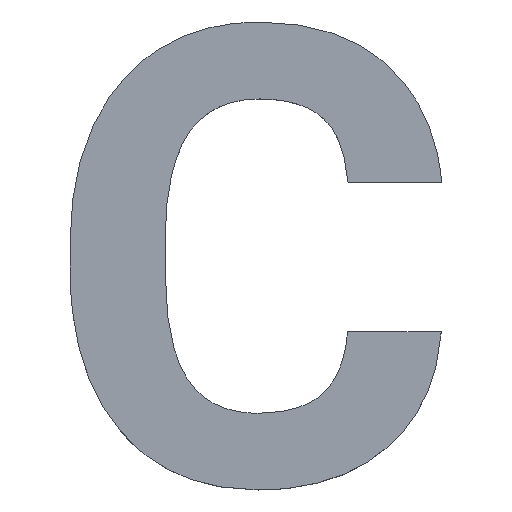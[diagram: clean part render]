
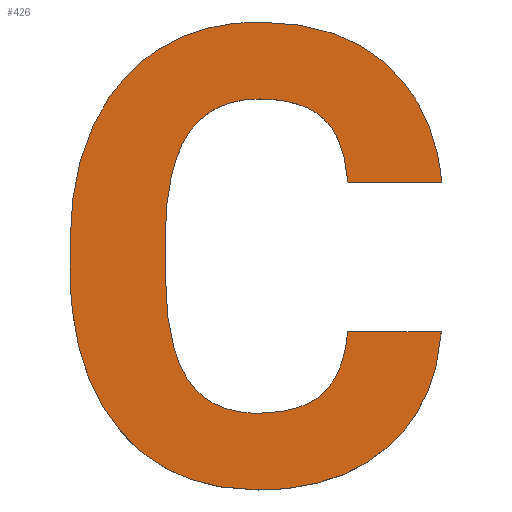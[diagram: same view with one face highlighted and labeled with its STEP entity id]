
A CAD part, top view. The second image highlights one B-rep face of the part: STEP entity #426.
In plain terms, the highlighted planar face has unit normal (0, 0, 1).
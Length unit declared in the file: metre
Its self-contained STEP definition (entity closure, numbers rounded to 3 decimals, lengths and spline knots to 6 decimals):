
#17=PLANE('',#445);
#20=LINE('',#511,#49);
#27=LINE('',#585,#56);
#34=LINE('',#659,#63);
#42=LINE('',#750,#71);
#49=VECTOR('',#452,1.);
#56=VECTOR('',#461,1.);
#63=VECTOR('',#470,1.);
#71=VECTOR('',#480,1.);
#181=ORIENTED_EDGE('',*,*,#202,.F.);
#182=ORIENTED_EDGE('',*,*,#206,.F.);
#183=ORIENTED_EDGE('',*,*,#209,.F.);
#184=ORIENTED_EDGE('',*,*,#212,.F.);
#185=ORIENTED_EDGE('',*,*,#215,.F.);
#186=ORIENTED_EDGE('',*,*,#218,.F.);
#187=ORIENTED_EDGE('',*,*,#221,.F.);
#188=ORIENTED_EDGE('',*,*,#224,.F.);
#189=ORIENTED_EDGE('',*,*,#227,.F.);
#190=ORIENTED_EDGE('',*,*,#230,.F.);
#191=ORIENTED_EDGE('',*,*,#233,.F.);
#192=ORIENTED_EDGE('',*,*,#236,.F.);
#193=ORIENTED_EDGE('',*,*,#239,.F.);
#194=ORIENTED_EDGE('',*,*,#242,.F.);
#195=ORIENTED_EDGE('',*,*,#245,.F.);
#196=ORIENTED_EDGE('',*,*,#248,.F.);
#197=ORIENTED_EDGE('',*,*,#251,.F.);
#198=ORIENTED_EDGE('',*,*,#254,.F.);
#199=ORIENTED_EDGE('',*,*,#257,.F.);
#200=ORIENTED_EDGE('',*,*,#260,.F.);
#201=ORIENTED_EDGE('',*,*,#263,.F.);
#202=EDGE_CURVE('',#265,#266,#307,.T.);
#206=EDGE_CURVE('',#269,#265,#20,.T.);
#209=EDGE_CURVE('',#271,#269,#309,.T.);
#212=EDGE_CURVE('',#273,#271,#311,.T.);
#215=EDGE_CURVE('',#275,#273,#313,.T.);
#218=EDGE_CURVE('',#277,#275,#315,.T.);
#221=EDGE_CURVE('',#279,#277,#27,.T.);
#224=EDGE_CURVE('',#281,#279,#317,.T.);
#227=EDGE_CURVE('',#283,#281,#319,.T.);
#230=EDGE_CURVE('',#285,#283,#321,.T.);
#233=EDGE_CURVE('',#287,#285,#323,.T.);
#236=EDGE_CURVE('',#289,#287,#34,.T.);
#239=EDGE_CURVE('',#291,#289,#325,.T.);
#242=EDGE_CURVE('',#293,#291,#327,.T.);
#245=EDGE_CURVE('',#295,#293,#329,.T.);
#248=EDGE_CURVE('',#297,#295,#331,.T.);
#251=EDGE_CURVE('',#299,#297,#333,.T.);
#254=EDGE_CURVE('',#301,#299,#42,.T.);
#257=EDGE_CURVE('',#303,#301,#335,.T.);
#260=EDGE_CURVE('',#305,#303,#337,.T.);
#263=EDGE_CURVE('',#266,#305,#339,.T.);
#265=VERTEX_POINT('',#501);
#266=VERTEX_POINT('',#502);
#269=VERTEX_POINT('',#512);
#271=VERTEX_POINT('',#527);
#273=VERTEX_POINT('',#544);
#275=VERTEX_POINT('',#561);
#277=VERTEX_POINT('',#578);
#279=VERTEX_POINT('',#586);
#281=VERTEX_POINT('',#601);
#283=VERTEX_POINT('',#618);
#285=VERTEX_POINT('',#635);
#287=VERTEX_POINT('',#652);
#289=VERTEX_POINT('',#660);
#291=VERTEX_POINT('',#675);
#293=VERTEX_POINT('',#692);
#295=VERTEX_POINT('',#709);
#297=VERTEX_POINT('',#726);
#299=VERTEX_POINT('',#743);
#301=VERTEX_POINT('',#751);
#303=VERTEX_POINT('',#766);
#305=VERTEX_POINT('',#783);
#307=B_SPLINE_CURVE_WITH_KNOTS('',2,(#498,#499,#500),.UNSPECIFIED.,.F.,
 .F.,(3,3),(0.,1.),.PIECEWISE_BEZIER_KNOTS.);
#309=B_SPLINE_CURVE_WITH_KNOTS('',2,(#524,#525,#526),.UNSPECIFIED.,.F.,
 .F.,(3,3),(0.,1.),.PIECEWISE_BEZIER_KNOTS.);
#311=B_SPLINE_CURVE_WITH_KNOTS('',2,(#541,#542,#543),.UNSPECIFIED.,.F.,
 .F.,(3,3),(0.,1.),.PIECEWISE_BEZIER_KNOTS.);
#313=B_SPLINE_CURVE_WITH_KNOTS('',2,(#558,#559,#560),.UNSPECIFIED.,.F.,
 .F.,(3,3),(0.,1.),.PIECEWISE_BEZIER_KNOTS.);
#315=B_SPLINE_CURVE_WITH_KNOTS('',2,(#575,#576,#577),.UNSPECIFIED.,.F.,
 .F.,(3,3),(0.,1.),.PIECEWISE_BEZIER_KNOTS.);
#317=B_SPLINE_CURVE_WITH_KNOTS('',2,(#598,#599,#600),.UNSPECIFIED.,.F.,
 .F.,(3,3),(0.,1.),.PIECEWISE_BEZIER_KNOTS.);
#319=B_SPLINE_CURVE_WITH_KNOTS('',2,(#615,#616,#617),.UNSPECIFIED.,.F.,
 .F.,(3,3),(0.,1.),.PIECEWISE_BEZIER_KNOTS.);
#321=B_SPLINE_CURVE_WITH_KNOTS('',2,(#632,#633,#634),.UNSPECIFIED.,.F.,
 .F.,(3,3),(0.,1.),.PIECEWISE_BEZIER_KNOTS.);
#323=B_SPLINE_CURVE_WITH_KNOTS('',2,(#649,#650,#651),.UNSPECIFIED.,.F.,
 .F.,(3,3),(0.,1.),.PIECEWISE_BEZIER_KNOTS.);
#325=B_SPLINE_CURVE_WITH_KNOTS('',2,(#672,#673,#674),.UNSPECIFIED.,.F.,
 .F.,(3,3),(0.,1.),.PIECEWISE_BEZIER_KNOTS.);
#327=B_SPLINE_CURVE_WITH_KNOTS('',2,(#689,#690,#691),.UNSPECIFIED.,.F.,
 .F.,(3,3),(0.,1.),.PIECEWISE_BEZIER_KNOTS.);
#329=B_SPLINE_CURVE_WITH_KNOTS('',2,(#706,#707,#708),.UNSPECIFIED.,.F.,
 .F.,(3,3),(0.,1.),.PIECEWISE_BEZIER_KNOTS.);
#331=B_SPLINE_CURVE_WITH_KNOTS('',2,(#723,#724,#725),.UNSPECIFIED.,.F.,
 .F.,(3,3),(0.,1.),.PIECEWISE_BEZIER_KNOTS.);
#333=B_SPLINE_CURVE_WITH_KNOTS('',2,(#740,#741,#742),.UNSPECIFIED.,.F.,
 .F.,(3,3),(0.,1.),.PIECEWISE_BEZIER_KNOTS.);
#335=B_SPLINE_CURVE_WITH_KNOTS('',2,(#763,#764,#765),.UNSPECIFIED.,.F.,
 .F.,(3,3),(0.,1.),.PIECEWISE_BEZIER_KNOTS.);
#337=B_SPLINE_CURVE_WITH_KNOTS('',2,(#780,#781,#782),.UNSPECIFIED.,.F.,
 .F.,(3,3),(0.,1.),.PIECEWISE_BEZIER_KNOTS.);
#339=B_SPLINE_CURVE_WITH_KNOTS('',2,(#797,#798,#799),.UNSPECIFIED.,.F.,
 .F.,(3,3),(0.,1.),.PIECEWISE_BEZIER_KNOTS.);
#363=EDGE_LOOP('',(#181,#182,#183,#184,#185,#186,#187,#188,#189,#190,#191,
#192,#193,#194,#195,#196,#197,#198,#199,#200,#201));
#386=FACE_BOUND('',#363,.T.);
#426=ADVANCED_FACE('',(#386),#17,.T.);
#445=AXIS2_PLACEMENT_3D('',#804,#487,#488);
#452=DIRECTION('',(1.,0.,0.));
#461=DIRECTION('',(0.,-1.,0.));
#470=DIRECTION('',(-1.,0.,0.));
#480=DIRECTION('',(0.,1.,0.));
#487=DIRECTION('',(0.,0.,1.));
#488=DIRECTION('',(1.,0.,0.));
#498=CARTESIAN_POINT('',(0.072503,-0.049769,0.0095));
#499=CARTESIAN_POINT('',(0.072439,-0.050662,0.0095));
#500=CARTESIAN_POINT('',(0.071845,-0.051175,0.0095));
#501=CARTESIAN_POINT('',(0.072503,-0.049769,0.0095));
#502=CARTESIAN_POINT('',(0.071845,-0.051175,0.0095));
#511=CARTESIAN_POINT('',(0.071934,-0.049769,0.0095));
#512=CARTESIAN_POINT('',(0.071365,-0.049769,0.0095));
#524=CARTESIAN_POINT('',(0.071066,-0.050516,0.0095));
#525=CARTESIAN_POINT('',(0.071326,-0.050274,0.0095));
#526=CARTESIAN_POINT('',(0.071365,-0.049769,0.0095));
#527=CARTESIAN_POINT('',(0.071066,-0.050516,0.0095));
#541=CARTESIAN_POINT('',(0.070278,-0.050757,0.0095));
#542=CARTESIAN_POINT('',(0.070806,-0.050757,0.0095));
#543=CARTESIAN_POINT('',(0.071066,-0.050516,0.0095));
#544=CARTESIAN_POINT('',(0.070278,-0.050757,0.0095));
#558=CARTESIAN_POINT('',(0.069422,-0.050343,0.0095));
#559=CARTESIAN_POINT('',(0.069694,-0.050757,0.0095));
#560=CARTESIAN_POINT('',(0.070278,-0.050757,0.0095));
#561=CARTESIAN_POINT('',(0.069422,-0.050343,0.0095));
#575=CARTESIAN_POINT('',(0.069151,-0.049032,0.0095));
#576=CARTESIAN_POINT('',(0.069151,-0.049929,0.0095));
#577=CARTESIAN_POINT('',(0.069422,-0.050343,0.0095));
#578=CARTESIAN_POINT('',(0.069151,-0.049032,0.0095));
#585=CARTESIAN_POINT('',(0.069151,-0.048823,0.0095));
#586=CARTESIAN_POINT('',(0.069151,-0.048614,0.0095));
#598=CARTESIAN_POINT('',(0.069441,-0.047348,0.0095));
#599=CARTESIAN_POINT('',(0.069158,-0.047756,0.0095));
#600=CARTESIAN_POINT('',(0.069151,-0.048614,0.0095));
#601=CARTESIAN_POINT('',(0.069441,-0.047348,0.0095));
#615=CARTESIAN_POINT('',(0.070293,-0.04694,0.0095));
#616=CARTESIAN_POINT('',(0.069724,-0.04694,0.0095));
#617=CARTESIAN_POINT('',(0.069441,-0.047348,0.0095));
#618=CARTESIAN_POINT('',(0.070293,-0.04694,0.0095));
#632=CARTESIAN_POINT('',(0.071074,-0.047181,0.0095));
#633=CARTESIAN_POINT('',(0.070818,-0.04694,0.0095));
#634=CARTESIAN_POINT('',(0.070293,-0.04694,0.0095));
#635=CARTESIAN_POINT('',(0.071074,-0.047181,0.0095));
#649=CARTESIAN_POINT('',(0.071372,-0.047958,0.0095));
#650=CARTESIAN_POINT('',(0.071331,-0.047422,0.0095));
#651=CARTESIAN_POINT('',(0.071074,-0.047181,0.0095));
#652=CARTESIAN_POINT('',(0.071372,-0.047958,0.0095));
#659=CARTESIAN_POINT('',(0.071941,-0.047958,0.0095));
#660=CARTESIAN_POINT('',(0.072511,-0.047958,0.0095));
#672=CARTESIAN_POINT('',(0.071835,-0.046518,0.0095));
#673=CARTESIAN_POINT('',(0.07242,-0.047031,0.0095));
#674=CARTESIAN_POINT('',(0.072511,-0.047958,0.0095));
#675=CARTESIAN_POINT('',(0.071835,-0.046518,0.0095));
#689=CARTESIAN_POINT('',(0.070293,-0.046005,0.0095));
#690=CARTESIAN_POINT('',(0.071251,-0.046005,0.0095));
#691=CARTESIAN_POINT('',(0.071835,-0.046518,0.0095));
#692=CARTESIAN_POINT('',(0.070293,-0.046005,0.0095));
#706=CARTESIAN_POINT('',(0.06908,-0.04633,0.0095));
#707=CARTESIAN_POINT('',(0.069603,-0.046005,0.0095));
#708=CARTESIAN_POINT('',(0.070293,-0.046005,0.0095));
#709=CARTESIAN_POINT('',(0.06908,-0.04633,0.0095));
#723=CARTESIAN_POINT('',(0.068277,-0.047263,0.0095));
#724=CARTESIAN_POINT('',(0.068557,-0.046655,0.0095));
#725=CARTESIAN_POINT('',(0.06908,-0.04633,0.0095));
#726=CARTESIAN_POINT('',(0.068277,-0.047263,0.0095));
#740=CARTESIAN_POINT('',(0.067996,-0.048668,0.0095));
#741=CARTESIAN_POINT('',(0.067996,-0.047871,0.0095));
#742=CARTESIAN_POINT('',(0.068277,-0.047263,0.0095));
#743=CARTESIAN_POINT('',(0.067996,-0.048668,0.0095));
#750=CARTESIAN_POINT('',(0.067996,-0.048837,0.0095));
#751=CARTESIAN_POINT('',(0.067996,-0.049006,0.0095));
#763=CARTESIAN_POINT('',(0.068605,-0.050971,0.0095));
#764=CARTESIAN_POINT('',(0.067996,-0.050255,0.0095));
#765=CARTESIAN_POINT('',(0.067996,-0.049006,0.0095));
#766=CARTESIAN_POINT('',(0.068605,-0.050971,0.0095));
#780=CARTESIAN_POINT('',(0.070278,-0.051688,0.0095));
#781=CARTESIAN_POINT('',(0.069215,-0.051688,0.0095));
#782=CARTESIAN_POINT('',(0.068605,-0.050971,0.0095));
#783=CARTESIAN_POINT('',(0.070278,-0.051688,0.0095));
#797=CARTESIAN_POINT('',(0.071845,-0.051175,0.0095));
#798=CARTESIAN_POINT('',(0.071251,-0.051688,0.0095));
#799=CARTESIAN_POINT('',(0.070278,-0.051688,0.0095));
#804=CARTESIAN_POINT('',(0.104891,-0.015824,0.0095));
